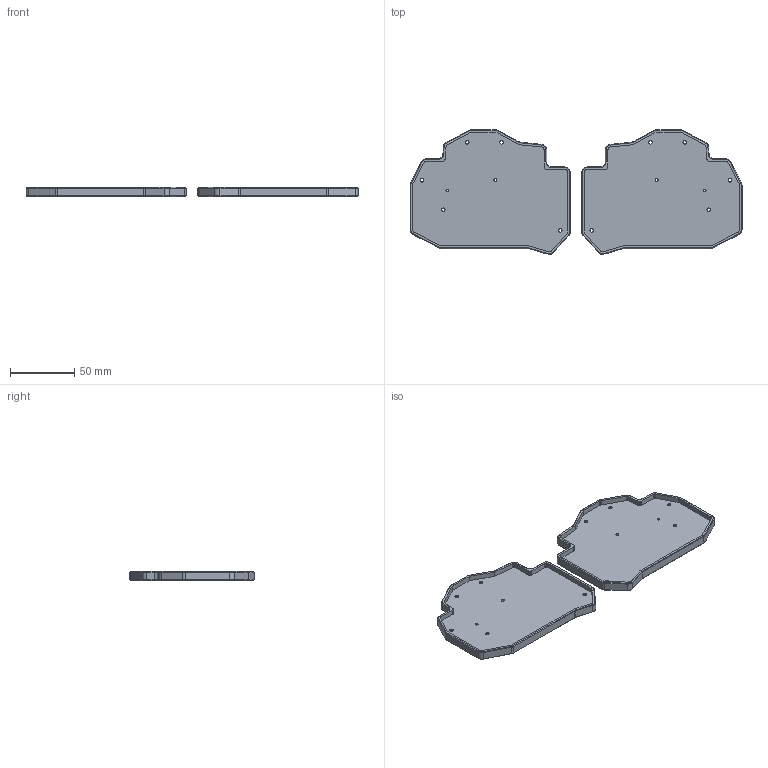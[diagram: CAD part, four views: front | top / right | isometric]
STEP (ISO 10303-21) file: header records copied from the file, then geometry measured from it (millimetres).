
FILE_DESCRIPTION(/* description */ (''),/* implementation_level */ '2;1');
FILE_NAME(/* name */ 'kai_simple_v3_case.step',/* time_stamp */ '2024-04-17T10:34:44+08:00',/* author */ (''),/* organization */ (''),/* preprocessor_version */ 'ST-DEVELOPER v20',/* originating_system */ 'Autodesk Translation Framework v12.20.1.177',/* authorisation */ '');
FILE_SCHEMA (('AUTOMOTIVE_DESIGN { 1 0 10303 214 3 1 1 }'));
Length unit declared in the file: millimetre
Products named in the file (1): kai_simple_v3
Bounding box: 258.47 x 97.23 x 7.1 mm (x, y, z)
Volume: 57654.7 mm3; surface area: 48392.8 mm2
Topology: 2 solids, 2 shells, 456 faces, 1218 edges, 772 vertices
Faces by surface type: plane 324, cone 70, cylinder 62
Full cylindrical faces by diameter (mm): 2.2 x4, 2.7 x10
Entity records: 14037 total; most frequent: CARTESIAN_POINT 2447, ORIENTED_EDGE 2436, DIRECTION 2336, EDGE_CURVE 1218, LINE 1014, VECTOR 1014, VERTEX_POINT 772, AXIS2_PLACEMENT_3D 661
